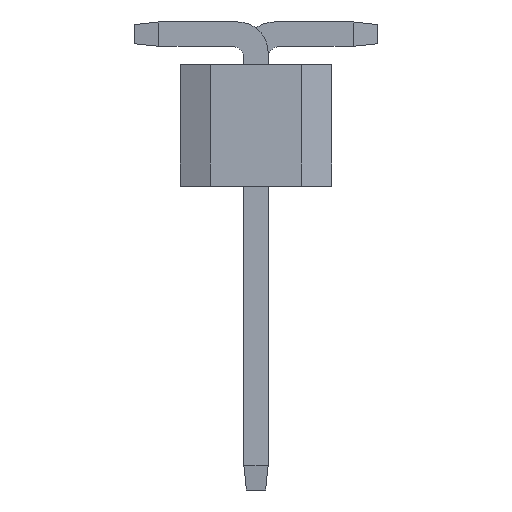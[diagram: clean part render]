
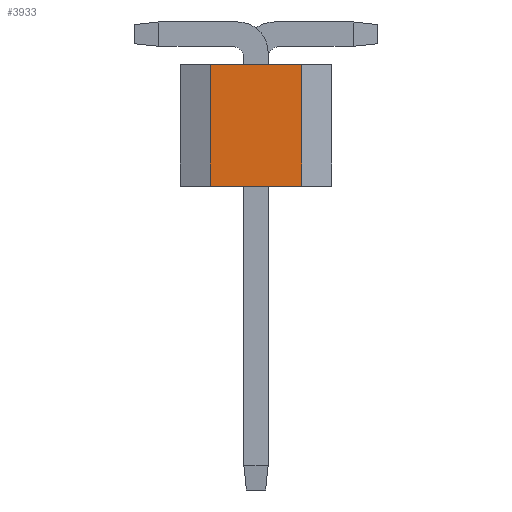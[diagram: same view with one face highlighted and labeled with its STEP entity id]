
A CAD part, left-side view. The second image highlights one B-rep face of the part: STEP entity #3933.
In plain terms, the highlighted planar face has unit normal (-1, 0, 0).
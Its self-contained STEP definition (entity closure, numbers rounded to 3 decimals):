
#28 = VECTOR ( 'NONE', #6405, 1000. ) ;
#384 = VECTOR ( 'NONE', #4087, 1000. ) ;
#386 = CARTESIAN_POINT ( 'NONE',  ( 2.54, -0.75, 0. ) ) ;
#567 = CARTESIAN_POINT ( 'NONE',  ( 2.54, 6.51, 29.4 ) ) ;
#729 = CARTESIAN_POINT ( 'NONE',  ( 2.54, 0., 0. ) ) ;
#1038 = CARTESIAN_POINT ( 'NONE',  ( 2.54, 0.75, 2. ) ) ;
#1106 = FACE_OUTER_BOUND ( 'NONE', #1521, .T. ) ;
#1282 = EDGE_CURVE ( 'NONE', #3416, #5944, #2520, .T. ) ;
#1521 = EDGE_LOOP ( 'NONE', ( #5695, #2374, #6056, #2329 ) ) ;
#2039 = LINE ( 'NONE', #2505, #6437 ) ;
#2329 = ORIENTED_EDGE ( 'NONE', *, *, #1282, .T. ) ;
#2374 = ORIENTED_EDGE ( 'NONE', *, *, #4903, .F. ) ;
#2505 = CARTESIAN_POINT ( 'NONE',  ( 2.54, 0., 2. ) ) ;
#2520 = LINE ( 'NONE', #6596, #384 ) ;
#2663 = VERTEX_POINT ( 'NONE', #1038 ) ;
#2733 = DIRECTION ( 'NONE',  ( 0., 1., 0. ) ) ;
#2883 = VERTEX_POINT ( 'NONE', #5200 ) ;
#3064 = EDGE_CURVE ( 'NONE', #2663, #5944, #2039, .T. ) ;
#3096 = DIRECTION ( 'NONE',  ( 1., 0., 0. ) ) ;
#3290 = VECTOR ( 'NONE', #5847, 1000. ) ;
#3318 = CARTESIAN_POINT ( 'NONE',  ( 2.54, 0.75, -8. ) ) ;
#3416 = VERTEX_POINT ( 'NONE', #386 ) ;
#3933 = ADVANCED_FACE ( 'NONE', ( #1106 ), #5237, .F. ) ;
#4087 = DIRECTION ( 'NONE',  ( 0., 0., 1. ) ) ;
#4903 = EDGE_CURVE ( 'NONE', #2883, #2663, #5868, .T. ) ;
#5002 = DIRECTION ( 'NONE',  ( 0., -1., 0. ) ) ;
#5200 = CARTESIAN_POINT ( 'NONE',  ( 2.54, 0.75, 0. ) ) ;
#5237 = PLANE ( 'NONE',  #5683 ) ;
#5683 = AXIS2_PLACEMENT_3D ( 'NONE', #567, #3096, #2733 ) ;
#5695 = ORIENTED_EDGE ( 'NONE', *, *, #3064, .F. ) ;
#5815 = LINE ( 'NONE', #729, #3290 ) ;
#5847 = DIRECTION ( 'NONE',  ( 0., -1., 0. ) ) ;
#5868 = LINE ( 'NONE', #3318, #28 ) ;
#5886 = EDGE_CURVE ( 'NONE', #2883, #3416, #5815, .T. ) ;
#5944 = VERTEX_POINT ( 'NONE', #6352 ) ;
#6056 = ORIENTED_EDGE ( 'NONE', *, *, #5886, .T. ) ;
#6352 = CARTESIAN_POINT ( 'NONE',  ( 2.54, -0.75, 2. ) ) ;
#6405 = DIRECTION ( 'NONE',  ( 0., 0., 1. ) ) ;
#6437 = VECTOR ( 'NONE', #5002, 1000. ) ;
#6596 = CARTESIAN_POINT ( 'NONE',  ( 2.54, -0.75, -8. ) ) ;
